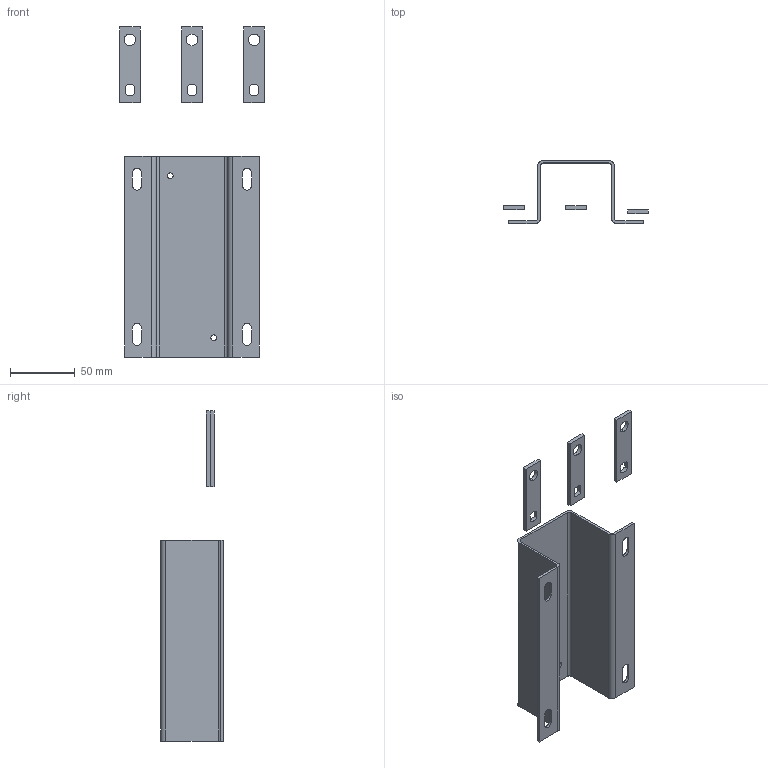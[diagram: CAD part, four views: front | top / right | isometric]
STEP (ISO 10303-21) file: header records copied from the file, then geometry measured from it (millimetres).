
FILE_DESCRIPTION((''),'2;1');
FILE_NAME('GV7AC08_ASM','2018-09-26T',('SESA468396'),('Schneider-Electric'),'PRO/ENGINEER BY PARAMETRIC TECHNOLOGY CORPORATION, 2015440','PRO/ENGINEER BY PARAMETRIC TECHNOLOGY CORPORATION, 2015440','');
FILE_SCHEMA(('CONFIG_CONTROL_DESIGN'));
Length unit declared in the file: millimetre
Products named in the file (3): GV7AC08-1; GV7AC08-2; GV7AC08_ASM
Assembly tree (4 placements, depth 2):
  GV7AC08_ASM
    GV7AC08-1
    GV7AC08-2  x3
Bounding box: 112 x 48.6 x 255.11 mm (x, y, z)
Volume: 66069 mm3; surface area: 67242.4 mm2
Topology: 4 solids, 4 shells, 78 faces, 210 edges, 140 vertices
Faces by surface type: plane 46, cylinder 32
Entity records: 1878 total; most frequent: DIRECTION 320, CARTESIAN_POINT 311, ORIENTED_EDGE 300, EDGE_CURVE 150, AXIS2_PLACEMENT_3D 109, VECTOR 102, LINE 102, VERTEX_POINT 100
